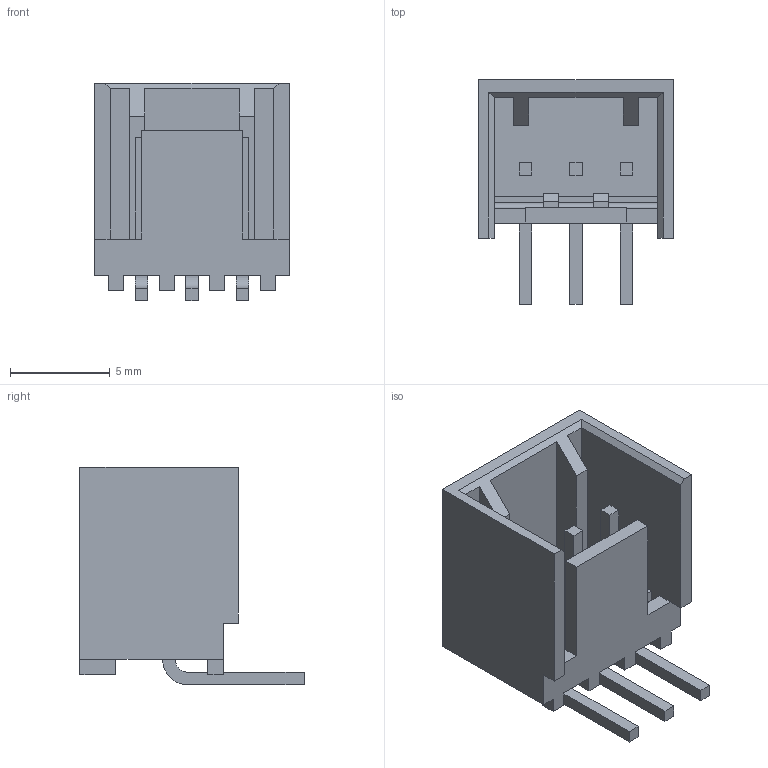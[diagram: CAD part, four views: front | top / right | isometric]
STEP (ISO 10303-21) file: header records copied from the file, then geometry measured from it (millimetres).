
FILE_DESCRIPTION(('STEP AP242'),'1');
FILE_NAME('2-644488-3.stp','2021-09-04T12:39:04',('TraceParts'),('TraceParts S.A.'),'Spatial InterOp 3D',' ',' ');
FILE_SCHEMA(('AP242_MANAGED_MODEL_BASED_3D_ENGINEERING_MIM_LF {1 0 10303 442 1 1 4}'));
Length unit declared in the file: millimetre
Products named in the file (1): 2-644488-3
Bounding box: 9.75 x 11.25 x 10.92 mm (x, y, z)
Volume: 333.3 mm3; surface area: 815.8 mm2
Topology: 1 solids, 1 shells, 116 faces, 314 edges, 208 vertices
Faces by surface type: plane 109, cylinder 7
Entity records: 3595 total; most frequent: CARTESIAN_POINT 639, ORIENTED_EDGE 628, DIRECTION 562, EDGE_CURVE 314, LINE 300, VECTOR 300, VERTEX_POINT 208, AXIS2_PLACEMENT_3D 131
